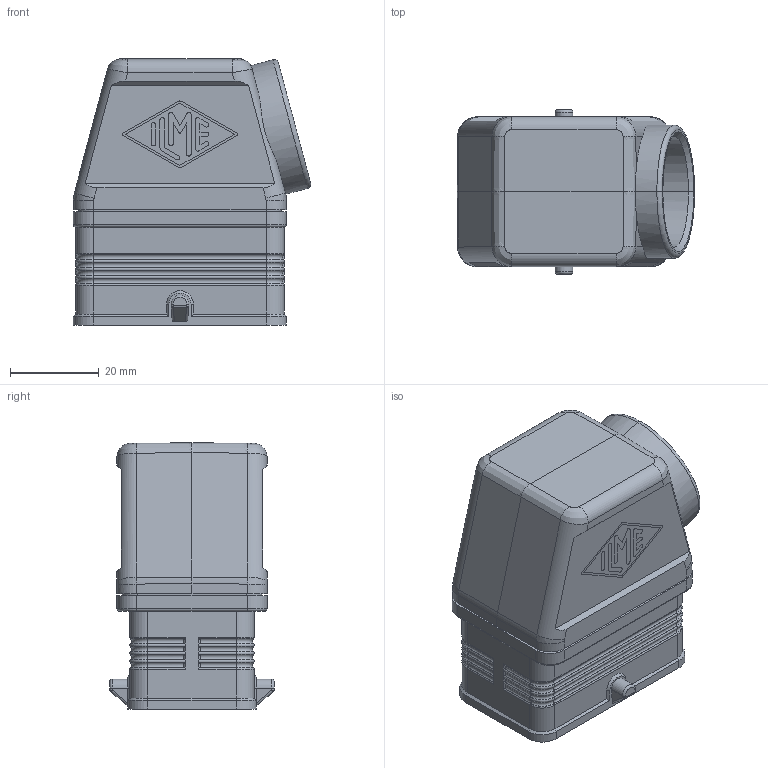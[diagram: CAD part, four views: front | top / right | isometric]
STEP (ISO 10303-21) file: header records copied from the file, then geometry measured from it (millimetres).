
FILE_DESCRIPTION(('Creo Elements/Direct Modeling STEP Export'),'2;1');
FILE_NAME('0lndrp34skmrgi44060','2019-09-09T13:46:04',(''),(''),'Creo Elements/Direct Modeling STEP processor for AP214 (Solid Model)','Creo Elements/Direct Modeling 20.1B 02-Apr-2019 (C) Parametric Technology GmbH','');
FILE_SCHEMA(('AUTOMOTIVE_DESIGN { 1 0 10303 214 1 1 1 1 }'));
Length unit declared in the file: millimetre
Products named in the file (2): MXA_01_O25
Assembly tree (1 placements, depth 2):
  MXA_01_O25
    MXA_01_O25
Bounding box: 53.43 x 37 x 60 mm (x, y, z)
Volume: 24834.9 mm3; surface area: 25158.8 mm2
Topology: 1 solids, 1 shells, 680 faces, 1775 edges, 1120 vertices
Faces by surface type: plane 385, cylinder 177, torus 47, cone 40, bspline 16, sphere 15
Entity records: 24392 total; most frequent: CARTESIAN_POINT 8059, ORIENTED_EDGE 3536, DIRECTION 3276, EDGE_CURVE 1768, VECTOR 1124, LINE 1124, VERTEX_POINT 1120, AXIS2_PLACEMENT_3D 1076
